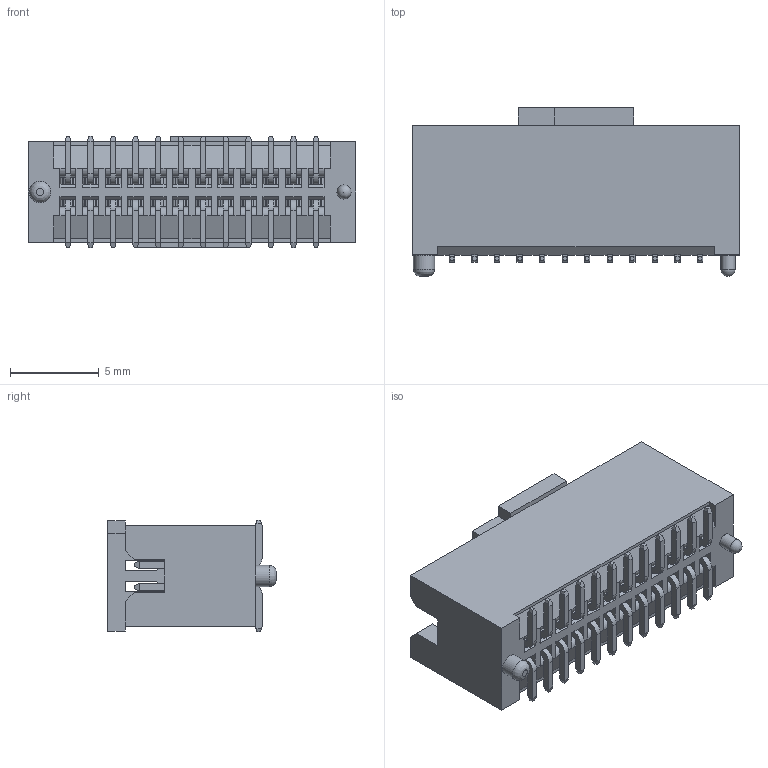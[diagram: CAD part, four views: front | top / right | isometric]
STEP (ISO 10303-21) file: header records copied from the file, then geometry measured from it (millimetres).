
FILE_DESCRIPTION( ('This file contains a STEP AP42 implementation' ,'as created by ZW3D STEP Interface translator.') ,'2;1' );
FILE_NAME( '3133-XXMXXXK00X2.stp' ,'231120. 84416', (''), ('ZWCAD Software Co.'), 'Version 1.0', 'ZW3D to STEP translator', '' );
FILE_SCHEMA(('AUTOMOTIVE_DESIGN { 1 0 10303 214 1 1 1 1 }'));
Length unit declared in the file: millimetre
Products named in the file (2): 0; 3133-24MXXBK00R2
Bounding box: 18.44 x 9.5 x 6.3 mm (x, y, z)
Volume: 595.3 mm3; surface area: 1330.4 mm2
Topology: 1 solids, 1 shells, 1391 faces, 4058 edges, 2600 vertices
Faces by surface type: plane 1016, bspline 251, cylinder 123, sphere 1
Full cylindrical faces by diameter (mm): 0.8 x1, 1.2 x1
Entity records: 60799 total; most frequent: CARTESIAN_POINT 28174, ORIENTED_EDGE 8180, DIRECTION 4077, EDGE_CURVE 4057, VERTEX_POINT 2600, B_SPLINE_CURVE_WITH_KNOTS 2292, VECTOR 1685, LINE 1685
